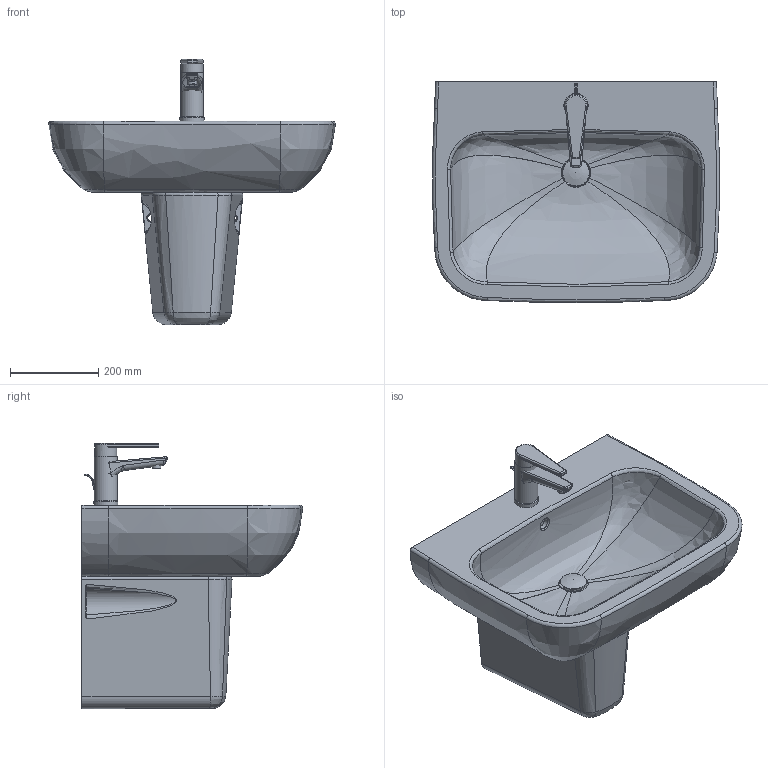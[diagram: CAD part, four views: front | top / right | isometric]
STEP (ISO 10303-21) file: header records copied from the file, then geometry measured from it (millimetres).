
FILE_DESCRIPTION((''),'2;1');
FILE_NAME('231065_87518.stp','2007-11-25T08:43:20',('Huebner'),(''),'Autodesk Inventor 11','Autodesk Inventor 11','');
FILE_SCHEMA(('AUTOMOTIVE_DESIGN { 1 0 10303 214 1 1 1 1 }'));
Length unit declared in the file: millimetre
Products named in the file (11): 231065_87518; 231065; Baterrie_WT; hebel1; Hebel2; hebel3; Neoperl; Halter2starck1; Kelch; Stopfen; 087518_neu
Assembly tree (10 placements, depth 3):
  231065_87518
    231065
    Baterrie_WT
      hebel1
      Hebel2
      hebel3
      Neoperl
      Halter2starck1
    Kelch
    Stopfen
    087518_neu
Bounding box: 648.95 x 500.85 x 600 mm (x, y, z)
Volume: 24222922.6 mm3; surface area: 1754965.4 mm2
Topology: 9 solids, 9 shells, 323 faces, 788 edges, 457 vertices
Faces by surface type: bspline 116, cylinder 100, plane 66, torus 20, sphere 16, cone 5
Full cylindrical faces by diameter (mm): 15 x2, 16 x1, 20 x1, 25 x1, 35 x1, 42 x1, 44 x1, 50 x1, 52 x2, 55 x1, 60 x1
Entity records: 26013 total; most frequent: CARTESIAN_POINT 19079, ORIENTED_EDGE 1448, DIRECTION 1250, EDGE_CURVE 724, AXIS2_PLACEMENT_3D 526, VERTEX_POINT 449, EDGE_LOOP 369, FACE_OUTER_BOUND 323
